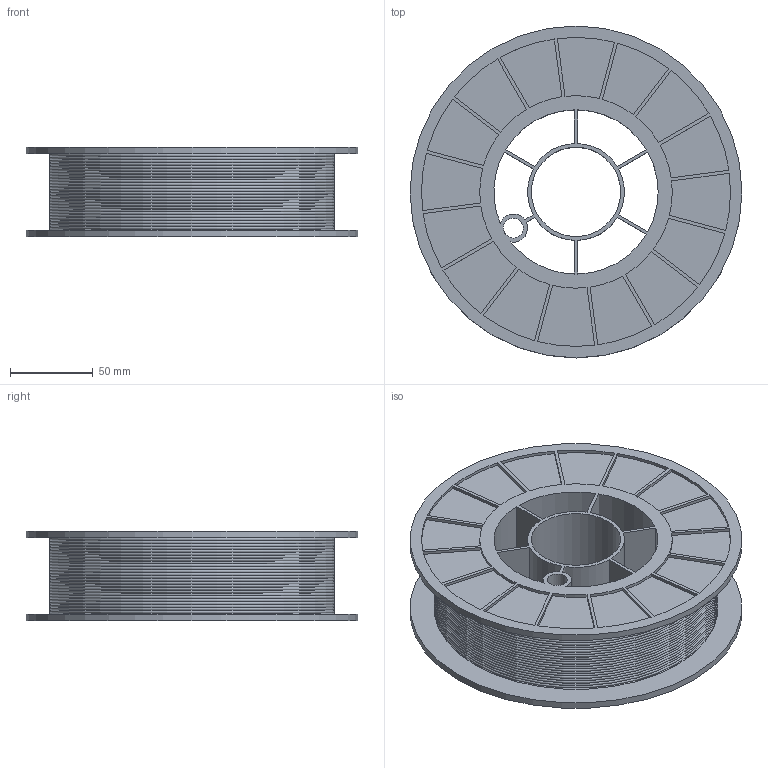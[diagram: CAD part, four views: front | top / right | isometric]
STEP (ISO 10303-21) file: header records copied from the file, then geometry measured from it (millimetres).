
FILE_DESCRIPTION(/* description */ (''),/* implementation_level */ '2;1');
FILE_NAME(/* name */ 'babina.stp',/* time_stamp */ '2020-11-19T20:18:38+03:00',/* author */ ('Max'),/* organization */ (''),/* preprocessor_version */ 'ST-DEVELOPER v16.5',/* originating_system */ 'Autodesk Inventor 2017',/* authorisation */ '');
FILE_SCHEMA (('AUTOMOTIVE_DESIGN { 1 0 10303 214 3 1 1 }'));
Length unit declared in the file: millimetre
Products named in the file (1): babina
Bounding box: 200 x 200 x 54 mm (x, y, z)
Volume: 214366.4 mm3; surface area: 247136.5 mm2
Topology: 1 solids, 53 shells, 251 faces, 561 edges, 348 vertices
Faces by surface type: plane 114, torus 54, cylinder 51, cone 32
Full cylindrical faces by diameter (mm): 12 x1, 53.8 x1, 105 x1, 200 x2
Entity records: 6913 total; most frequent: DIRECTION 1200, CARTESIAN_POINT 1100, ORIENTED_EDGE 1056, EDGE_CURVE 501, AXIS2_PLACEMENT_3D 447, EDGE_LOOP 362, VERTEX_POINT 347, LINE 306
